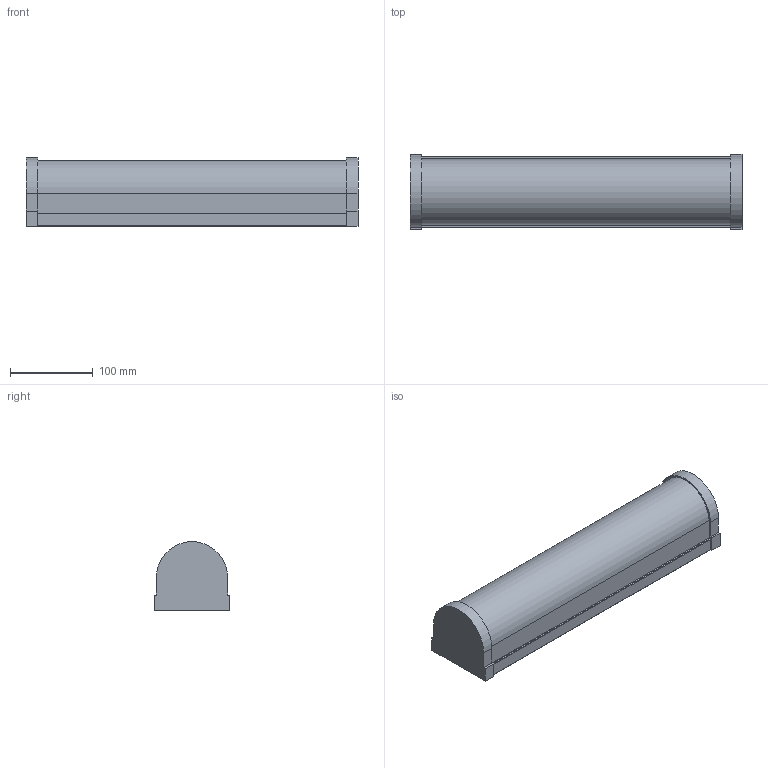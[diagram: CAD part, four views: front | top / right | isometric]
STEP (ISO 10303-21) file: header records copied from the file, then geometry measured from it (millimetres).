
FILE_DESCRIPTION(/* description */ (''),/* implementation_level */ '2;1');
FILE_NAME(/* name */ 'F311345150CRNE.stp',/* time_stamp */ '2020-01-16T12:10:41+01:00',/* author */ ('sghezzi'),/* organization */ (''),/* preprocessor_version */ 'ST-DEVELOPER v17.2',/* originating_system */ 'Autodesk Inventor 2019',/* authorisation */ '');
FILE_SCHEMA (('AUTOMOTIVE_DESIGN { 1 0 10303 214 3 1 1 }'));
Length unit declared in the file: millimetre
Products named in the file (13): Maristella_3113_Assieme; 007309003_corpo al.cromo L390 3112-3113; 007309020_staffa per morsettiera; staffa PL; 005340201_PL_E14_CERAMICO_ARTP05H; staffa PL_MIR; 005340201_PL_E14_CERAMICO_ARTP05H_MIR; 007308912_Supporto Testata Sup Zama Zinc; 007308912_Supporto Testata Sup Zama Zinc_MIR; 007308907_Tappo Inf Cr; 007308910_Tappo Sup Cr; 003308901_Guarn testa mousse sp 3; 002309000 DIFF Vetro Maristella
Assembly tree (13 placements, depth 2):
  Maristella_3113_Assieme
    007309003_corpo al.cromo L390 3112-3113
    007309020_staffa per morsettiera
    staffa PL
    005340201_PL_E14_CERAMICO_ARTP05H
    staffa PL_MIR
    005340201_PL_E14_CERAMICO_ARTP05H_MIR
    007308912_Supporto Testata Sup Zama Zinc
    007308912_Supporto Testata Sup Zama Zinc_MIR
    003308901_Guarn testa mousse sp 3  x2
    007308907_Tappo Inf Cr
    007308910_Tappo Sup Cr
    002309000 DIFF Vetro Maristella
Bounding box: 402 x 91.4 x 83.25 mm (x, y, z)
Volume: 600835.7 mm3; surface area: 361083.9 mm2
Topology: 13 solids, 13 shells, 355 faces, 948 edges, 632 vertices
Faces by surface type: plane 255, cylinder 93, cone 5, torus 2
Full cylindrical faces by diameter (mm): 3 x2, 3.5 x4, 4 x10, 5 x6, 6 x2, 8.5 x1, 10 x4, 14 x2
Entity records: 10967 total; most frequent: CARTESIAN_POINT 1839, DIRECTION 1814, ORIENTED_EDGE 1776, EDGE_CURVE 888, LINE 680, VECTOR 680, VERTEX_POINT 592, AXIS2_PLACEMENT_3D 567
